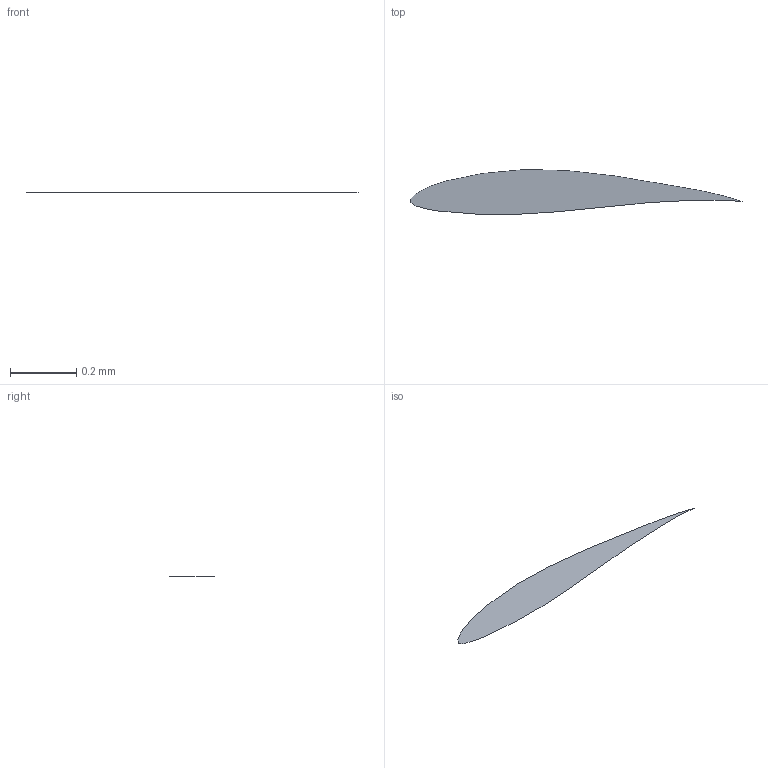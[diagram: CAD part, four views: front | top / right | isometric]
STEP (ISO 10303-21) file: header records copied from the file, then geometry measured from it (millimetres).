
FILE_DESCRIPTION (( 'STEP AP214' ), '1' );
FILE_NAME ('Eppler E854.STEP', '2025-01-28T16:37:43', ( '' ), ( '' ), 'SwSTEP 2.0', 'SolidWorks 2024', '' );
FILE_SCHEMA (( 'AUTOMOTIVE_DESIGN' ));
Length unit declared in the file: millimetre
Products named in the file (1): Eppler E854
Bounding box: 1 x 0.14 x 0 mm (x, y, z)
Surface area: 0.1 mm2 (no closed solid volume)
Topology: 0 solids, 1 shells, 1 faces, 2 edges, 2 vertices
Faces by surface type: plane 1
Entity records: 111 total; most frequent: CARTESIAN_POINT 77, DIRECTION 4, ORIENTED_EDGE 2, EDGE_CURVE 2, B_SPLINE_CURVE_WITH_KNOTS 2, APPLICATION_PROTOCOL_DEFINITION 2, AXIS2_PLACEMENT_3D 2, VERTEX_POINT 2
